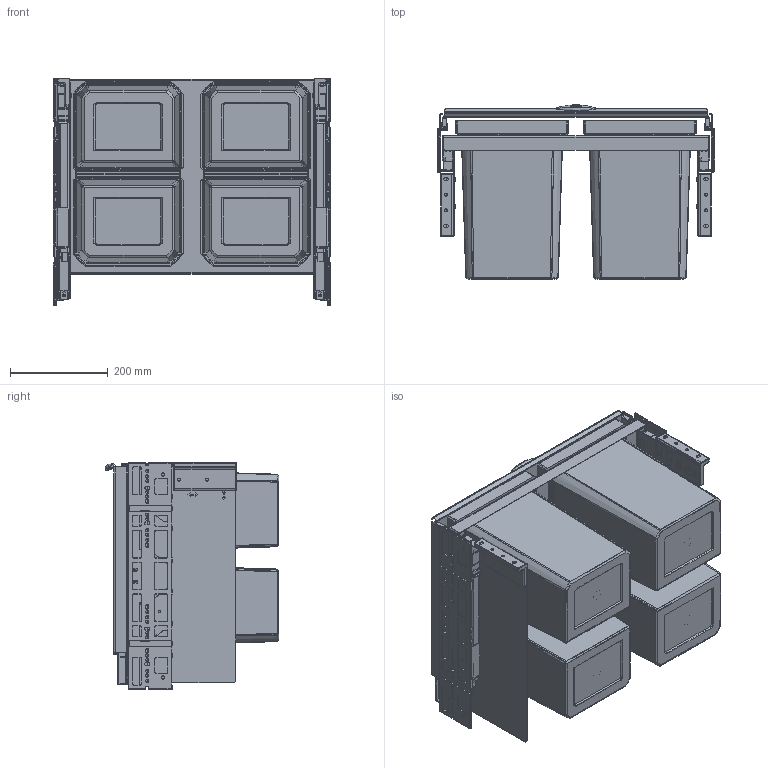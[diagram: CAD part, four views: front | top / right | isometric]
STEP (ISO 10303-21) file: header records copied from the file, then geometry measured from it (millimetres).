
FILE_DESCRIPTION(('STEP AP214'),'1');
FILE_NAME('8012317_V Cox Base 360 S_600-4 Bio.STP','2024-08-13T08:13:23',(' '),(' '),'Spatial InterOp 3D',' ',' ');
FILE_SCHEMA(('AUTOMOTIVE_DESIGN { 1 0 10303 214 1 1 1 1 }'));
Length unit declared in the file: millimetre
Products named in the file (1): 3D-Objekt
Bounding box: 568 x 355.76 x 464 mm (x, y, z)
Volume: 5048819.5 mm3; surface area: 4090582.8 mm2
Topology: 32 solids, 34 shells, 5281 faces, 13643 edges, 8526 vertices
Faces by surface type: plane 1999, cylinder 1868, torus 919, bspline 191, cone 166, sphere 106, extrusion 32
Entity records: 236758 total; most frequent: CARTESIAN_POINT 40295, DIRECTION 28497, ORIENTED_EDGE 27222, EDGE_CURVE 13611, STYLED_ITEM 12506, PRESENTATION_STYLE_ASSIGNMENT 12506, COLOUR_RGB 12506, CURVE_STYLE 11766
